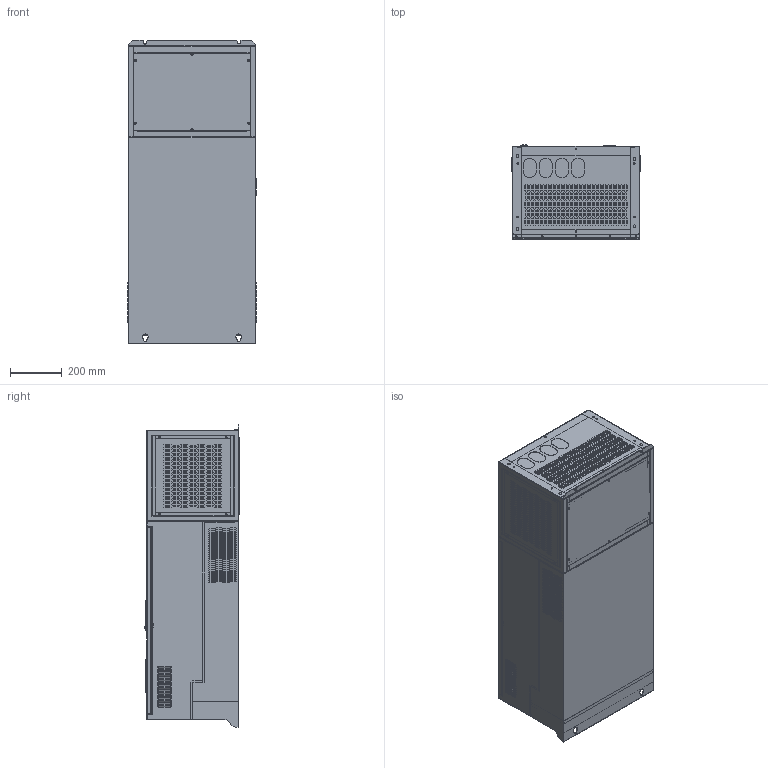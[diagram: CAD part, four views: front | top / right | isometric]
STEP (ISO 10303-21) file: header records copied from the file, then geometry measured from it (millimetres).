
FILE_DESCRIPTION (( 'STEP AP203' ), '1' );
FILE_NAME ('Ï× K750 380Â 3Ô 220-250êÂò 426-465À ONI.STEP', '2023-01-12T13:08:00', ( '' ), ( '' ), 'SwSTEP 2.0', 'SolidWorks 2022', '' );
FILE_SCHEMA (( 'CONFIG_CONTROL_DESIGN' ));
Products named in the file (1): ПЧ K750 380В 3Ф 220-250кВт 426-465А ONI
Bounding box: 498 x 364.5 x 1165.93 mm (x, y, z)
Volume: 182472372.5 mm3; surface area: 8137078.9 mm2
Topology: 30 solids, 30 shells, 8989 faces, 25369 edges, 16359 vertices
Faces by surface type: plane 7265, cylinder 1246, sphere 184, cone 141, torus 90, bspline 63
Entity records: 300285 total; most frequent: CARTESIAN_POINT 63843, ORIENTED_EDGE 50482, DIRECTION 45205, EDGE_CURVE 25241, VECTOR 21577, LINE 21577, VERTEX_POINT 16358, AXIS2_PLACEMENT_3D 11814
